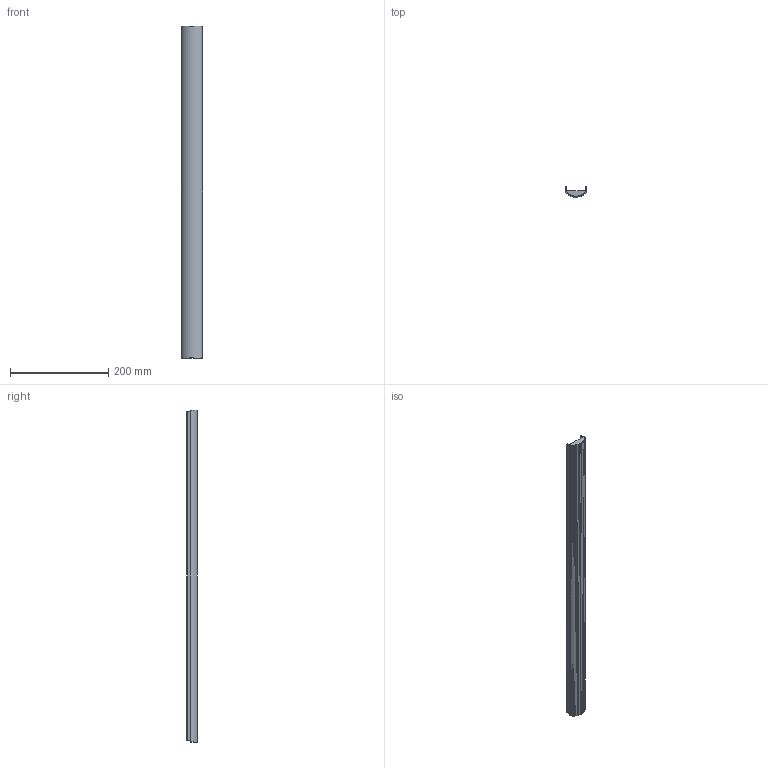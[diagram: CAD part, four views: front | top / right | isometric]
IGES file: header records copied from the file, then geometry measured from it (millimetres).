
Global section: file name: MB-DIF-R-700; native system: Autodesk Inventor 2019; preprocessor: unknown; author: S. Sandt; organization: di-soric GmbH & Co. KG; date: 20190226.134413; units: millimetre
Bounding box: 42.96 x 21.73 x 675 mm (x, y, z)
Volume: 71319.8 mm3; surface area: 103106.2 mm2
Topology: 3 solids, 3 shells, 176 faces, 510 edges, 340 vertices
Faces by surface type: bspline 176
